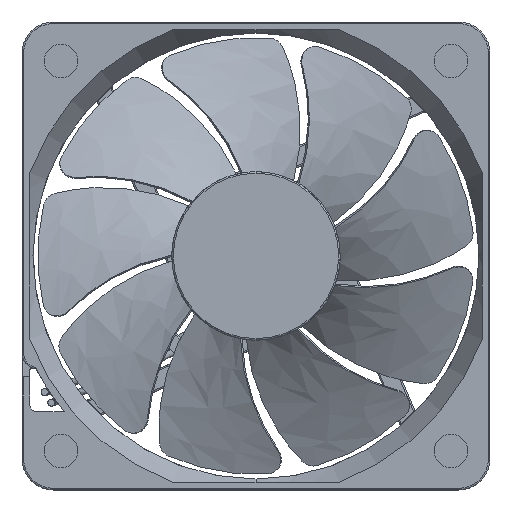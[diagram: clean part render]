
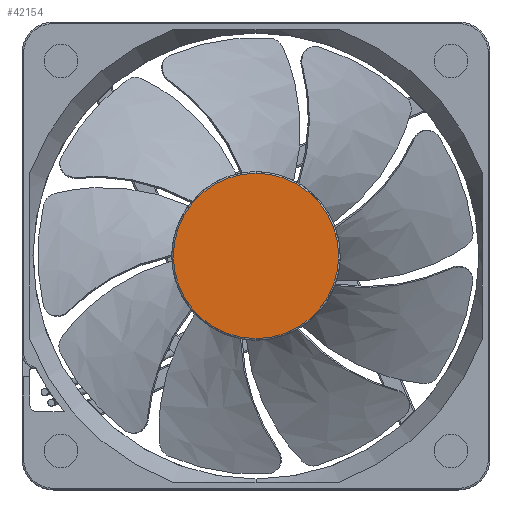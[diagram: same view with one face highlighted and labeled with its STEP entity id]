
A CAD part, top view. The second image highlights one B-rep face of the part: STEP entity #42154.
In plain terms, the highlighted planar face has unit normal (0, 0, 1).
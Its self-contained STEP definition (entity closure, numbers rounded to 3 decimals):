
#506 = TOROIDAL_SURFACE('',#507,10.6,0.2);
#507 = AXIS2_PLACEMENT_3D('',#508,#509,#510);
#508 = CARTESIAN_POINT('',(-12.,-18.,30.8));
#509 = DIRECTION('',(0.,0.,1.));
#510 = DIRECTION('',(0.,-1.,0.));
#9520 = TOROIDAL_SURFACE('',#9521,10.6,0.2);
#9521 = AXIS2_PLACEMENT_3D('',#9522,#9523,#9524);
#9522 = CARTESIAN_POINT('',(-12.,-18.,30.8));
#9523 = DIRECTION('',(0.,0.,1.));
#9524 = DIRECTION('',(0.,-1.,0.));
#9540 = VERTEX_POINT('',#9541);
#9541 = CARTESIAN_POINT('',(-12.,-7.4,31.));
#9563 = EDGE_CURVE('',#9564,#9540,#9566,.T.);
#9564 = VERTEX_POINT('',#9565);
#9565 = CARTESIAN_POINT('',(-12.,-28.6,31.));
#9566 = SURFACE_CURVE('',#9567,(#9572,#9579),.PCURVE_S1.);
#9567 = CIRCLE('',#9568,10.6);
#9568 = AXIS2_PLACEMENT_3D('',#9569,#9570,#9571);
#9569 = CARTESIAN_POINT('',(-12.,-18.,31.));
#9570 = DIRECTION('',(-0.,0.,1.));
#9571 = DIRECTION('',(0.,-1.,0.));
#9572 = PCURVE('',#9520,#9573);
#9573 = DEFINITIONAL_REPRESENTATION('',(#9574),#9578);
#9574 = LINE('',#9575,#9576);
#9575 = CARTESIAN_POINT('',(0.,1.571));
#9576 = VECTOR('',#9577,1.);
#9577 = DIRECTION('',(1.,0.));
#9578 = ( GEOMETRIC_REPRESENTATION_CONTEXT(2) 
PARAMETRIC_REPRESENTATION_CONTEXT() REPRESENTATION_CONTEXT('2D SPACE',''
  ) );
#9579 = PCURVE('',#9580,#9585);
#9580 = PLANE('',#9581);
#9581 = AXIS2_PLACEMENT_3D('',#9582,#9583,#9584);
#9582 = CARTESIAN_POINT('',(-38.,8.,31.));
#9583 = DIRECTION('',(0.,0.,1.));
#9584 = DIRECTION('',(0.,-1.,0.));
#9585 = DEFINITIONAL_REPRESENTATION('',(#9586),#9590);
#9586 = CIRCLE('',#9587,10.6);
#9587 = AXIS2_PLACEMENT_2D('',#9588,#9589);
#9588 = CARTESIAN_POINT('',(26.,26.));
#9589 = DIRECTION('',(1.,0.));
#9590 = ( GEOMETRIC_REPRESENTATION_CONTEXT(2) 
PARAMETRIC_REPRESENTATION_CONTEXT() REPRESENTATION_CONTEXT('2D SPACE',''
  ) );
#9846 = EDGE_CURVE('',#9540,#9564,#9847,.T.);
#9847 = SURFACE_CURVE('',#9848,(#9853,#9860),.PCURVE_S1.);
#9848 = CIRCLE('',#9849,10.6);
#9849 = AXIS2_PLACEMENT_3D('',#9850,#9851,#9852);
#9850 = CARTESIAN_POINT('',(-12.,-18.,31.));
#9851 = DIRECTION('',(-0.,0.,1.));
#9852 = DIRECTION('',(0.,-1.,0.));
#9853 = PCURVE('',#506,#9854);
#9854 = DEFINITIONAL_REPRESENTATION('',(#9855),#9859);
#9855 = LINE('',#9856,#9857);
#9856 = CARTESIAN_POINT('',(0.,1.571));
#9857 = VECTOR('',#9858,1.);
#9858 = DIRECTION('',(1.,0.));
#9859 = ( GEOMETRIC_REPRESENTATION_CONTEXT(2) 
PARAMETRIC_REPRESENTATION_CONTEXT() REPRESENTATION_CONTEXT('2D SPACE',''
  ) );
#9860 = PCURVE('',#9580,#9861);
#9861 = DEFINITIONAL_REPRESENTATION('',(#9862),#9866);
#9862 = CIRCLE('',#9863,10.6);
#9863 = AXIS2_PLACEMENT_2D('',#9864,#9865);
#9864 = CARTESIAN_POINT('',(26.,26.));
#9865 = DIRECTION('',(1.,0.));
#9866 = ( GEOMETRIC_REPRESENTATION_CONTEXT(2) 
PARAMETRIC_REPRESENTATION_CONTEXT() REPRESENTATION_CONTEXT('2D SPACE',''
  ) );
#42154 = ADVANCED_FACE('',(#42155),#9580,.T.);
#42155 = FACE_BOUND('',#42156,.T.);
#42156 = EDGE_LOOP('',(#42157,#42158));
#42157 = ORIENTED_EDGE('',*,*,#9563,.T.);
#42158 = ORIENTED_EDGE('',*,*,#9846,.T.);
